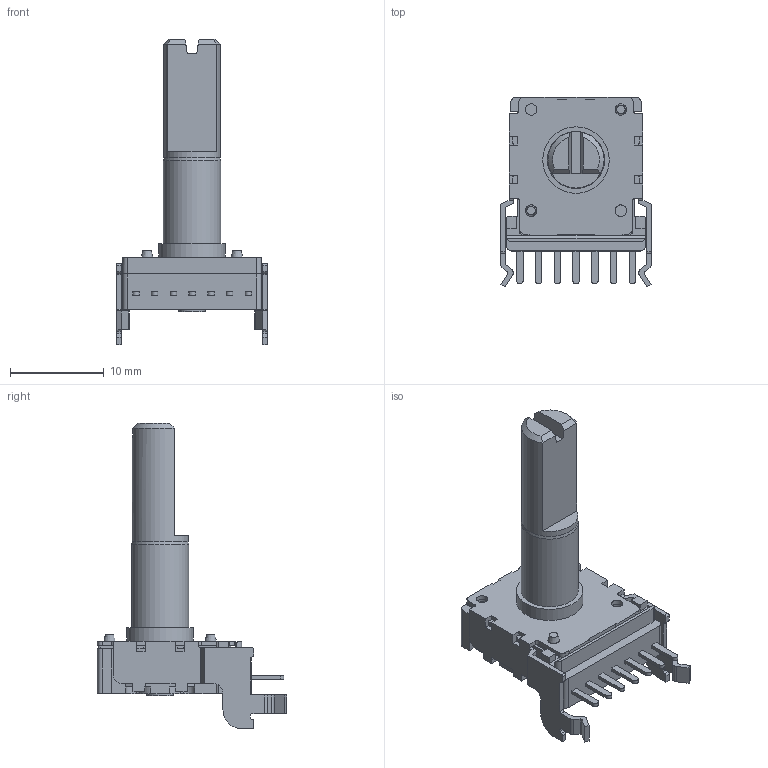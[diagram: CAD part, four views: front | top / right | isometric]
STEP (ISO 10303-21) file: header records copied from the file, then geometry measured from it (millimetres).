
FILE_DESCRIPTION((''),'2;1');
FILE_NAME('PRS14R-1XX30-RC.stp','2019-08-01T15:20:12',('kak13012'),(''),'Autodesk Inventor 2010','Autodesk Inventor 2010','');
FILE_SCHEMA(('AUTOMOTIVE_DESIGN { 1 0 10303 214 1 1 1 1 }'));
Length unit declared in the file: millimetre
Products named in the file (1): PRS14R-1XX30-RC
Bounding box: 16.1 x 20.2 x 32.6 mm (x, y, z)
Surface area: 2212 mm2 (no closed solid volume)
Topology: 0 solids, 18 shells, 330 faces, 1077 edges, 748 vertices
Faces by surface type: plane 198, cylinder 75, bspline 52, cone 5
Full cylindrical faces by diameter (mm): 1.2 x4, 1.23 x4, 2.81 x1, 6 x1, 6.11 x1, 7.1 x1, 7.2 x1
Entity records: 11938 total; most frequent: CARTESIAN_POINT 2556, DIRECTION 1858, ORIENTED_EDGE 1832, EDGE_CURVE 1060, VECTOR 812, LINE 812, VERTEX_POINT 747, AXIS2_PLACEMENT_3D 523
